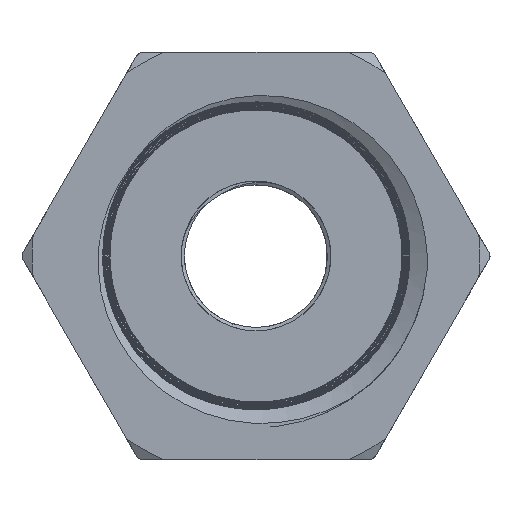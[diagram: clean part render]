
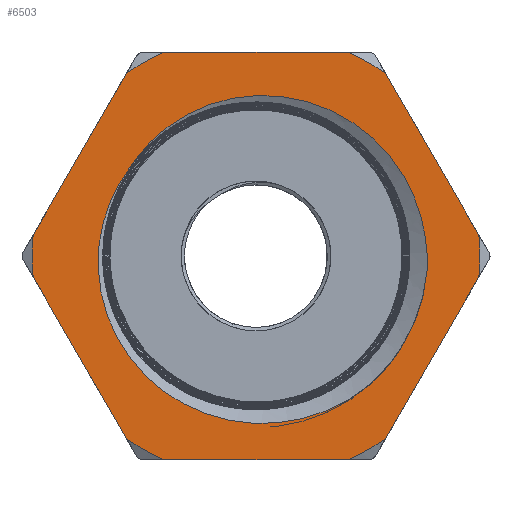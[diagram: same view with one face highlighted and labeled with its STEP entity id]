
A CAD part, left-side view. The second image highlights one B-rep face of the part: STEP entity #6503.
In plain terms, the highlighted planar face has unit normal (-1, 0, 0).
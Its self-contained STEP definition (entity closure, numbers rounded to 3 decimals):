
#673=CARTESIAN_POINT('',(-24.35,0.,0.));
#674=DIRECTION('',(-1.,0.,0.));
#675=DIRECTION('',(0.,-0.996,-0.093));
#676=AXIS2_PLACEMENT_3D('',#673,#674,#675);
#702=CARTESIAN_POINT('',(-24.35,0.,0.));
#703=DIRECTION('',(-1.,0.,0.));
#704=DIRECTION('',(0.,0.996,0.093));
#705=AXIS2_PLACEMENT_3D('',#702,#703,#704);
#828=DIRECTION('',(0.,0.5,-0.866));
#829=VECTOR('',#828,14.59);
#830=CARTESIAN_POINT('',(-24.35,10.122,14.268));
#831=LINE('',#830,#829);
#832=CARTESIAN_POINT('',(-24.35,0.,0.));
#833=DIRECTION('',(1.,0.,0.));
#834=DIRECTION('',(0.,0.579,0.816));
#835=AXIS2_PLACEMENT_3D('',#832,#833,#834);
#837=DIRECTION('',(0.,1.,0.));
#838=VECTOR('',#837,14.59);
#839=CARTESIAN_POINT('',(-24.35,-7.295,15.9));
#840=LINE('',#839,#838);
#841=CARTESIAN_POINT('',(-24.35,0.,0.));
#842=DIRECTION('',(1.,0.,0.));
#843=DIRECTION('',(0.,-0.417,0.909));
#844=AXIS2_PLACEMENT_3D('',#841,#842,#843);
#846=DIRECTION('',(0.,0.5,0.866));
#847=VECTOR('',#846,14.59);
#848=CARTESIAN_POINT('',(-24.35,-17.417,1.632));
#849=LINE('',#848,#847);
#850=DIRECTION('',(0.,-0.5,0.866));
#851=VECTOR('',#850,14.59);
#852=CARTESIAN_POINT('',(-24.35,-10.122,-14.268));
#853=LINE('',#852,#851);
#854=CARTESIAN_POINT('',(-24.35,0.,0.));
#855=DIRECTION('',(1.,0.,0.));
#856=DIRECTION('',(0.,-0.579,-0.816));
#857=AXIS2_PLACEMENT_3D('',#854,#855,#856);
#859=DIRECTION('',(0.,-1.,0.));
#860=VECTOR('',#859,14.59);
#861=CARTESIAN_POINT('',(-24.35,7.295,-15.9));
#862=LINE('',#861,#860);
#863=CARTESIAN_POINT('',(-24.35,0.,0.));
#864=DIRECTION('',(1.,0.,0.));
#865=DIRECTION('',(0.,0.417,-0.909));
#866=AXIS2_PLACEMENT_3D('',#863,#864,#865);
#868=DIRECTION('',(0.,-0.5,-0.866));
#869=VECTOR('',#868,14.59);
#870=CARTESIAN_POINT('',(-24.35,17.417,-1.632));
#871=LINE('',#870,#869);
#872=CARTESIAN_POINT('',(-24.35,9.551,7.342));
#873=CARTESIAN_POINT('',(-24.35,9.177,7.876));
#874=CARTESIAN_POINT('',(-24.35,8.351,8.874));
#875=CARTESIAN_POINT('',(-24.35,6.855,10.18));
#876=CARTESIAN_POINT('',(-24.35,5.173,11.223));
#877=CARTESIAN_POINT('',(-24.35,3.336,11.989));
#878=CARTESIAN_POINT('',(-24.35,1.378,12.454));
#879=CARTESIAN_POINT('',(-24.35,-0.623,12.601));
#880=CARTESIAN_POINT('',(-24.35,-2.659,12.421));
#881=CARTESIAN_POINT('',(-24.35,-4.61,11.925));
#882=CARTESIAN_POINT('',(-24.35,-6.48,11.121));
#883=CARTESIAN_POINT('',(-24.35,-8.222,10.016));
#884=CARTESIAN_POINT('',(-24.35,-9.815,8.599));
#885=CARTESIAN_POINT('',(-24.35,-11.136,6.951));
#886=CARTESIAN_POINT('',(-24.35,-12.084,5.298));
#887=CARTESIAN_POINT('',(-24.35,-12.737,3.684));
#888=CARTESIAN_POINT('',(-24.35,-13.156,2.098));
#889=CARTESIAN_POINT('',(-24.35,-13.378,0.493));
#890=CARTESIAN_POINT('',(-24.35,-13.395,-0.593));
#891=CARTESIAN_POINT('',(-24.35,-13.371,-1.14));
#893=CARTESIAN_POINT('',(-24.35,0.,0.));
#894=DIRECTION('',(1.,0.,0.));
#895=DIRECTION('',(0.,0.834,0.551));
#896=AXIS2_PLACEMENT_3D('',#893,#894,#895);
#898=CARTESIAN_POINT('',(-24.35,-8.74,-10.182));
#899=CARTESIAN_POINT('',(-24.35,-8.215,-10.602));
#900=CARTESIAN_POINT('',(-24.35,-7.117,-11.349));
#901=CARTESIAN_POINT('',(-24.35,-5.332,-12.213));
#902=CARTESIAN_POINT('',(-24.35,-3.427,-12.803));
#903=CARTESIAN_POINT('',(-24.35,-1.487,-13.098));
#904=CARTESIAN_POINT('',(-24.35,0.49,-13.102));
#905=CARTESIAN_POINT('',(-24.35,2.426,-12.81));
#906=CARTESIAN_POINT('',(-24.35,4.286,-12.238));
#907=CARTESIAN_POINT('',(-24.35,6.045,-11.389));
#908=CARTESIAN_POINT('',(-24.35,7.633,-10.303));
#909=CARTESIAN_POINT('',(-24.35,9.047,-8.984));
#910=CARTESIAN_POINT('',(-24.35,10.234,-7.482));
#911=CARTESIAN_POINT('',(-24.35,11.179,-5.823));
#912=CARTESIAN_POINT('',(-24.35,11.862,-4.042));
#913=CARTESIAN_POINT('',(-24.35,12.264,-2.196));
#914=CARTESIAN_POINT('',(-24.35,12.383,-0.314));
#915=CARTESIAN_POINT('',(-24.35,12.214,1.557));
#916=CARTESIAN_POINT('',(-24.35,11.769,3.365));
#917=CARTESIAN_POINT('',(-24.35,11.05,5.091));
#918=CARTESIAN_POINT('',(-24.35,10.413,6.138));
#919=CARTESIAN_POINT('',(-24.35,10.052,6.639));
#921=CARTESIAN_POINT('',(-24.35,-13.371,-1.14));
#922=CARTESIAN_POINT('',(-24.35,-13.321,-1.721));
#923=CARTESIAN_POINT('',(-24.35,-13.147,-2.866));
#924=CARTESIAN_POINT('',(-24.35,-12.671,-4.53));
#925=CARTESIAN_POINT('',(-24.35,-11.976,-6.136));
#926=CARTESIAN_POINT('',(-24.35,-11.085,-7.629));
#927=CARTESIAN_POINT('',(-24.35,-10.009,-8.994));
#928=CARTESIAN_POINT('',(-24.35,-9.183,-9.803));
#929=CARTESIAN_POINT('',(-24.35,-8.74,-10.182));
#5553=VERTEX_POINT('',#872);
#5554=VERTEX_POINT('',#891);
#5555=VERTEX_POINT('',#929);
#5556=VERTEX_POINT('',#919);
#5626=CARTESIAN_POINT('',(-24.35,10.122,14.268));
#5627=CARTESIAN_POINT('',(-24.35,7.295,15.9));
#5628=VERTEX_POINT('',#5626);
#5629=VERTEX_POINT('',#5627);
#5630=CARTESIAN_POINT('',(-24.35,-7.295,15.9));
#5631=CARTESIAN_POINT('',(-24.35,-10.122,14.268));
#5632=VERTEX_POINT('',#5630);
#5633=VERTEX_POINT('',#5631);
#5634=CARTESIAN_POINT('',(-24.35,-10.122,-14.268));
#5635=CARTESIAN_POINT('',(-24.35,-7.295,-15.9));
#5636=VERTEX_POINT('',#5634);
#5637=VERTEX_POINT('',#5635);
#5638=CARTESIAN_POINT('',(-24.35,7.295,-15.9));
#5639=CARTESIAN_POINT('',(-24.35,10.122,-14.268));
#5640=VERTEX_POINT('',#5638);
#5641=VERTEX_POINT('',#5639);
#5650=CARTESIAN_POINT('',(-24.35,-17.417,-1.632));
#5651=VERTEX_POINT('',#5650);
#5652=CARTESIAN_POINT('',(-24.35,-17.417,1.632));
#5653=VERTEX_POINT('',#5652);
#5654=CARTESIAN_POINT('',(-24.35,17.417,1.632));
#5655=VERTEX_POINT('',#5654);
#5656=CARTESIAN_POINT('',(-24.35,17.417,-1.632));
#5657=VERTEX_POINT('',#5656);
#6474=CARTESIAN_POINT('',(-24.35,0.,0.));
#6475=DIRECTION('',(-1.,0.,0.));
#6476=DIRECTION('',(0.,0.,1.));
#6477=AXIS2_PLACEMENT_3D('',#6474,#6475,#6476);
#6478=PLANE('',#6477);
#6479=ORIENTED_EDGE('',*,*,#6362,.F.);
#6480=ORIENTED_EDGE('',*,*,#6243,.F.);
#6481=ORIENTED_EDGE('',*,*,#6349,.T.);
#6482=ORIENTED_EDGE('',*,*,#6275,.F.);
#6483=ORIENTED_EDGE('',*,*,#6336,.T.);
#6484=ORIENTED_EDGE('',*,*,#6306,.F.);
#6485=ORIENTED_EDGE('',*,*,#6323,.F.);
#6486=ORIENTED_EDGE('',*,*,#6411,.F.);
#6487=ORIENTED_EDGE('',*,*,#6394,.T.);
#6488=ORIENTED_EDGE('',*,*,#6438,.F.);
#6489=ORIENTED_EDGE('',*,*,#6378,.T.);
#6490=ORIENTED_EDGE('',*,*,#6466,.F.);
#6491=EDGE_LOOP('',(#6479,#6480,#6481,#6482,#6483,#6484,#6485,#6486,#6487,#6488,
#6489,#6490));
#6492=FACE_OUTER_BOUND('',#6491,.F.);
#6494=ORIENTED_EDGE('',*,*,#6493,.F.);
#6496=ORIENTED_EDGE('',*,*,#6495,.F.);
#6498=ORIENTED_EDGE('',*,*,#6497,.F.);
#6500=ORIENTED_EDGE('',*,*,#6499,.F.);
#6501=EDGE_LOOP('',(#6494,#6496,#6498,#6500));
#6502=FACE_BOUND('',#6501,.F.);
#677=CIRCLE('',#676,17.494);
#706=CIRCLE('',#705,17.494);
#836=CIRCLE('',#835,17.494);
#845=CIRCLE('',#844,17.494);
#858=CIRCLE('',#857,17.494);
#867=CIRCLE('',#866,17.494);
#892=B_SPLINE_CURVE_WITH_KNOTS('',3,(#872,#873,#874,#875,#876,#877,#878,#879,
#880,#881,#882,#883,#884,#885,#886,#887,#888,#889,#890,#891),.UNSPECIFIED.,.F.,
.F.,(4,1,1,1,1,1,1,1,1,1,1,1,1,1,1,1,1,4),(0.,0.059,
0.118,0.176,0.235,0.294,
0.353,0.412,0.471,0.529,
0.588,0.647,0.706,0.765,
0.824,0.882,0.941,1.),.UNSPECIFIED.);
#897=CIRCLE('',#896,12.047);
#920=B_SPLINE_CURVE_WITH_KNOTS('',3,(#898,#899,#900,#901,#902,#903,#904,#905,
#906,#907,#908,#909,#910,#911,#912,#913,#914,#915,#916,#917,#918,#919),
.UNSPECIFIED.,.F.,.F.,(4,1,1,1,1,1,1,1,1,1,1,1,1,1,1,1,1,1,1,4),(0.,
0.053,0.105,0.158,0.211,
0.263,0.316,0.368,0.421,
0.474,0.526,0.579,0.632,
0.684,0.737,0.789,0.842,
0.895,0.947,1.),.UNSPECIFIED.);
#930=B_SPLINE_CURVE_WITH_KNOTS('',3,(#921,#922,#923,#924,#925,#926,#927,#928,
#929),.UNSPECIFIED.,.F.,.F.,(4,1,1,1,1,1,4),(0.,0.167,
0.333,0.5,0.667,0.833,1.),
.UNSPECIFIED.);
#6243=EDGE_CURVE('',#5628,#5655,#831,.T.);
#6275=EDGE_CURVE('',#5632,#5629,#840,.T.);
#6306=EDGE_CURVE('',#5653,#5633,#849,.T.);
#6323=EDGE_CURVE('',#5651,#5653,#677,.T.);
#6336=EDGE_CURVE('',#5632,#5633,#845,.T.);
#6349=EDGE_CURVE('',#5628,#5629,#836,.T.);
#6362=EDGE_CURVE('',#5655,#5657,#706,.T.);
#6378=EDGE_CURVE('',#5640,#5641,#867,.T.);
#6394=EDGE_CURVE('',#5636,#5637,#858,.T.);
#6411=EDGE_CURVE('',#5636,#5651,#853,.T.);
#6438=EDGE_CURVE('',#5640,#5637,#862,.T.);
#6466=EDGE_CURVE('',#5657,#5641,#871,.T.);
#6493=EDGE_CURVE('',#5553,#5554,#892,.T.);
#6495=EDGE_CURVE('',#5556,#5553,#897,.T.);
#6497=EDGE_CURVE('',#5555,#5556,#920,.T.);
#6499=EDGE_CURVE('',#5554,#5555,#930,.T.);
#6503=ADVANCED_FACE('',(#6492,#6502),#6478,.T.);
